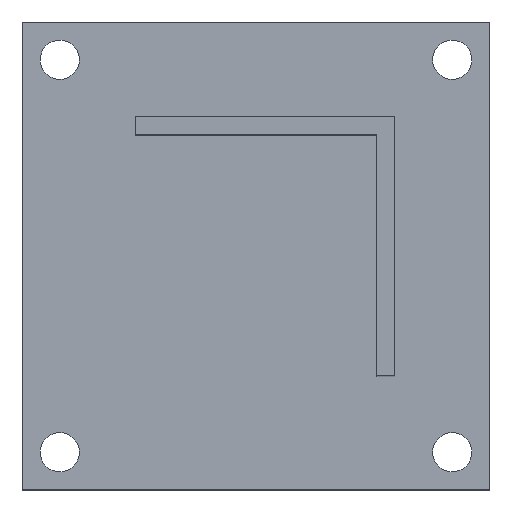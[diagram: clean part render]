
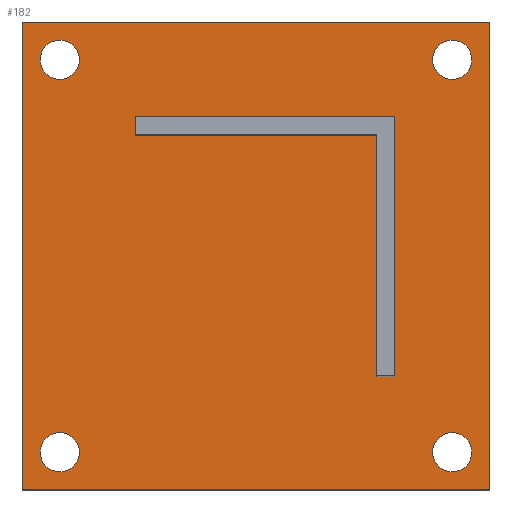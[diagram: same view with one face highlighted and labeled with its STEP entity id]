
A CAD part, top view. The second image highlights one B-rep face of the part: STEP entity #182.
In plain terms, the highlighted planar face has unit normal (0, 0, 1).
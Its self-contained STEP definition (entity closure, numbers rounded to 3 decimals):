
#182=ADVANCED_FACE('',(#378,#379,#380,#381,#382,#383),#384,.T.);
#378=FACE_BOUND('',#570,.T.);
#379=FACE_BOUND('',#571,.T.);
#380=FACE_BOUND('',#572,.T.);
#381=FACE_BOUND('',#573,.T.);
#382=FACE_BOUND('',#574,.T.);
#383=FACE_OUTER_BOUND('',#575,.T.);
#384=PLANE('',#576);
#570=EDGE_LOOP('',(#1070,#1071,#1072,#1073,#1074,#1075));
#571=EDGE_LOOP('',(#1076,#1077));
#572=EDGE_LOOP('',(#1078,#1079));
#573=EDGE_LOOP('',(#1080,#1081));
#574=EDGE_LOOP('',(#1082,#1083));
#575=EDGE_LOOP('',(#1084,#1085,#1086,#1087));
#576=AXIS2_PLACEMENT_3D('',#1088,#1089,#1090);
#1070=ORIENTED_EDGE('',*,*,#1259,.T.);
#1071=ORIENTED_EDGE('',*,*,#1262,.T.);
#1072=ORIENTED_EDGE('',*,*,#1264,.T.);
#1073=ORIENTED_EDGE('',*,*,#1186,.T.);
#1074=ORIENTED_EDGE('',*,*,#1178,.T.);
#1075=ORIENTED_EDGE('',*,*,#1183,.T.);
#1076=ORIENTED_EDGE('',*,*,#1267,.T.);
#1077=ORIENTED_EDGE('',*,*,#1109,.T.);
#1078=ORIENTED_EDGE('',*,*,#1270,.T.);
#1079=ORIENTED_EDGE('',*,*,#1104,.T.);
#1080=ORIENTED_EDGE('',*,*,#1273,.T.);
#1081=ORIENTED_EDGE('',*,*,#1099,.T.);
#1082=ORIENTED_EDGE('',*,*,#1276,.T.);
#1083=ORIENTED_EDGE('',*,*,#1094,.T.);
#1084=ORIENTED_EDGE('',*,*,#1278,.F.);
#1085=ORIENTED_EDGE('',*,*,#1291,.F.);
#1086=ORIENTED_EDGE('',*,*,#1287,.F.);
#1087=ORIENTED_EDGE('',*,*,#1283,.F.);
#1088=CARTESIAN_POINT('',(0.0,0.0,6.0));
#1089=DIRECTION('',(0.0,0.0,1.0));
#1090=DIRECTION('',(1.0,0.0,0.0));
#1094=EDGE_CURVE('',#1300,#1297,#1301,.T.);
#1099=EDGE_CURVE('',#1309,#1306,#1310,.T.);
#1104=EDGE_CURVE('',#1318,#1315,#1319,.T.);
#1109=EDGE_CURVE('',#1327,#1324,#1328,.T.);
#1178=EDGE_CURVE('',#1432,#1430,#1433,.T.);
#1183=EDGE_CURVE('',#1430,#1439,#1441,.T.);
#1186=EDGE_CURVE('',#1444,#1432,#1445,.T.);
#1259=EDGE_CURVE('',#1439,#1552,#1554,.T.);
#1262=EDGE_CURVE('',#1552,#1556,#1558,.T.);
#1264=EDGE_CURVE('',#1556,#1444,#1560,.T.);
#1267=EDGE_CURVE('',#1324,#1327,#1563,.T.);
#1270=EDGE_CURVE('',#1315,#1318,#1566,.T.);
#1273=EDGE_CURVE('',#1306,#1309,#1569,.T.);
#1276=EDGE_CURVE('',#1297,#1300,#1572,.T.);
#1278=EDGE_CURVE('',#1574,#1575,#1576,.T.);
#1283=EDGE_CURVE('',#1575,#1583,#1584,.T.);
#1287=EDGE_CURVE('',#1583,#1589,#1590,.T.);
#1291=EDGE_CURVE('',#1589,#1574,#1595,.T.);
#1297=VERTEX_POINT('',#1601);
#1300=VERTEX_POINT('',#1605);
#1301=CIRCLE('',#1606,6.5);
#1306=VERTEX_POINT('',#1612);
#1309=VERTEX_POINT('',#1616);
#1310=CIRCLE('',#1617,6.5);
#1315=VERTEX_POINT('',#1623);
#1318=VERTEX_POINT('',#1627);
#1319=CIRCLE('',#1628,6.5);
#1324=VERTEX_POINT('',#1634);
#1327=VERTEX_POINT('',#1638);
#1328=CIRCLE('',#1639,6.5);
#1430=VERTEX_POINT('',#1790);
#1432=VERTEX_POINT('',#1793);
#1433=LINE('',#1794,#1795);
#1439=VERTEX_POINT('',#1803);
#1441=LINE('',#1806,#1807);
#1444=VERTEX_POINT('',#1811);
#1445=LINE('',#1812,#1813);
#1552=VERTEX_POINT('',#1973);
#1554=LINE('',#1976,#1977);
#1556=VERTEX_POINT('',#1979);
#1558=LINE('',#1982,#1983);
#1560=LINE('',#1985,#1986);
#1563=CIRCLE('',#1989,6.5);
#1566=CIRCLE('',#1992,6.5);
#1569=CIRCLE('',#1995,6.5);
#1572=CIRCLE('',#1998,6.5);
#1574=VERTEX_POINT('',#2000);
#1575=VERTEX_POINT('',#2001);
#1576=LINE('',#2002,#2003);
#1583=VERTEX_POINT('',#2013);
#1584=LINE('',#2014,#2015);
#1589=VERTEX_POINT('',#2022);
#1590=LINE('',#2023,#2024);
#1595=LINE('',#2031,#2032);
#1601=CARTESIAN_POINT('',(-58.5,65.0,6.0));
#1605=CARTESIAN_POINT('',(-71.5,65.0,6.0));
#1606=AXIS2_PLACEMENT_3D('',#2039,#2040,#2041);
#1612=CARTESIAN_POINT('',(-58.5,-65.0,6.0));
#1616=CARTESIAN_POINT('',(-71.5,-65.0,6.0));
#1617=AXIS2_PLACEMENT_3D('',#2047,#2048,#2049);
#1623=CARTESIAN_POINT('',(71.5,65.0,6.0));
#1627=CARTESIAN_POINT('',(58.5,65.0,6.0));
#1628=AXIS2_PLACEMENT_3D('',#2055,#2056,#2057);
#1634=CARTESIAN_POINT('',(71.5,-65.0,6.0));
#1638=CARTESIAN_POINT('',(58.5,-65.0,6.0));
#1639=AXIS2_PLACEMENT_3D('',#2063,#2064,#2065);
#1790=CARTESIAN_POINT('',(-40.0,40.0,6.0));
#1793=CARTESIAN_POINT('',(40.0,40.0,6.0));
#1794=CARTESIAN_POINT('',(0.0,40.0,6.0));
#1795=VECTOR('',#2119,1.0);
#1803=CARTESIAN_POINT('',(-40.0,46.0,6.0));
#1806=CARTESIAN_POINT('',(-40.0,21.5,6.0));
#1807=VECTOR('',#2123,1.0);
#1811=CARTESIAN_POINT('',(40.0,-40.0,6.0));
#1812=CARTESIAN_POINT('',(40.0,1.5,6.0));
#1813=VECTOR('',#2125,1.0);
#1973=CARTESIAN_POINT('',(46.0,46.0,6.0));
#1976=CARTESIAN_POINT('',(0.0,46.0,6.0));
#1977=VECTOR('',#2180,1.0);
#1979=CARTESIAN_POINT('',(46.0,-40.0,6.0));
#1982=CARTESIAN_POINT('',(46.0,1.5,6.0));
#1983=VECTOR('',#2182,1.0);
#1985=CARTESIAN_POINT('',(21.5,-40.0,6.0));
#1986=VECTOR('',#2183,1.0);
#1989=AXIS2_PLACEMENT_3D('',#2187,#2188,#2189);
#1992=AXIS2_PLACEMENT_3D('',#2193,#2194,#2195);
#1995=AXIS2_PLACEMENT_3D('',#2199,#2200,#2201);
#1998=AXIS2_PLACEMENT_3D('',#2205,#2206,#2207);
#2000=CARTESIAN_POINT('',(77.5,77.5,6.0));
#2001=CARTESIAN_POINT('',(77.5,-77.5,6.0));
#2002=CARTESIAN_POINT('',(77.5,0.0,6.0));
#2003=VECTOR('',#2208,1.0);
#2013=CARTESIAN_POINT('',(-77.5,-77.5,6.0));
#2014=CARTESIAN_POINT('',(-77.5,-77.5,6.0));
#2015=VECTOR('',#2212,1.0);
#2022=CARTESIAN_POINT('',(-77.5,77.5,6.0));
#2023=CARTESIAN_POINT('',(-77.5,77.5,6.0));
#2024=VECTOR('',#2215,1.0);
#2031=CARTESIAN_POINT('',(77.5,77.5,6.0));
#2032=VECTOR('',#2218,1.0);
#2039=CARTESIAN_POINT('',(-65.0,65.0,6.0));
#2040=DIRECTION('',(0.0,0.0,-1.0));
#2041=DIRECTION('',(1.0,0.0,0.0));
#2047=CARTESIAN_POINT('',(-65.0,-65.0,6.0));
#2048=DIRECTION('',(0.0,0.0,-1.0));
#2049=DIRECTION('',(1.0,0.0,0.0));
#2055=CARTESIAN_POINT('',(65.0,65.0,6.0));
#2056=DIRECTION('',(0.0,0.0,-1.0));
#2057=DIRECTION('',(1.0,0.0,0.0));
#2063=CARTESIAN_POINT('',(65.0,-65.0,6.0));
#2064=DIRECTION('',(0.0,0.0,-1.0));
#2065=DIRECTION('',(1.0,0.0,0.0));
#2119=DIRECTION('',(-1.0,0.0,0.0));
#2123=DIRECTION('',(0.0,1.0,0.0));
#2125=DIRECTION('',(0.0,1.0,0.0));
#2180=DIRECTION('',(1.0,0.0,-0.0));
#2182=DIRECTION('',(0.0,-1.0,0.0));
#2183=DIRECTION('',(-1.0,0.0,0.0));
#2187=CARTESIAN_POINT('',(65.0,-65.0,6.0));
#2188=DIRECTION('',(0.0,0.0,-1.0));
#2189=DIRECTION('',(1.0,0.0,0.0));
#2193=CARTESIAN_POINT('',(65.0,65.0,6.0));
#2194=DIRECTION('',(0.0,0.0,-1.0));
#2195=DIRECTION('',(1.0,0.0,0.0));
#2199=CARTESIAN_POINT('',(-65.0,-65.0,6.0));
#2200=DIRECTION('',(0.0,0.0,-1.0));
#2201=DIRECTION('',(1.0,0.0,0.0));
#2205=CARTESIAN_POINT('',(-65.0,65.0,6.0));
#2206=DIRECTION('',(0.0,0.0,-1.0));
#2207=DIRECTION('',(1.0,0.0,0.0));
#2208=DIRECTION('',(-0.0,-1.0,-0.0));
#2212=DIRECTION('',(-1.0,-0.0,-0.0));
#2215=DIRECTION('',(0.0,1.0,0.0));
#2218=DIRECTION('',(1.0,0.0,0.0));
